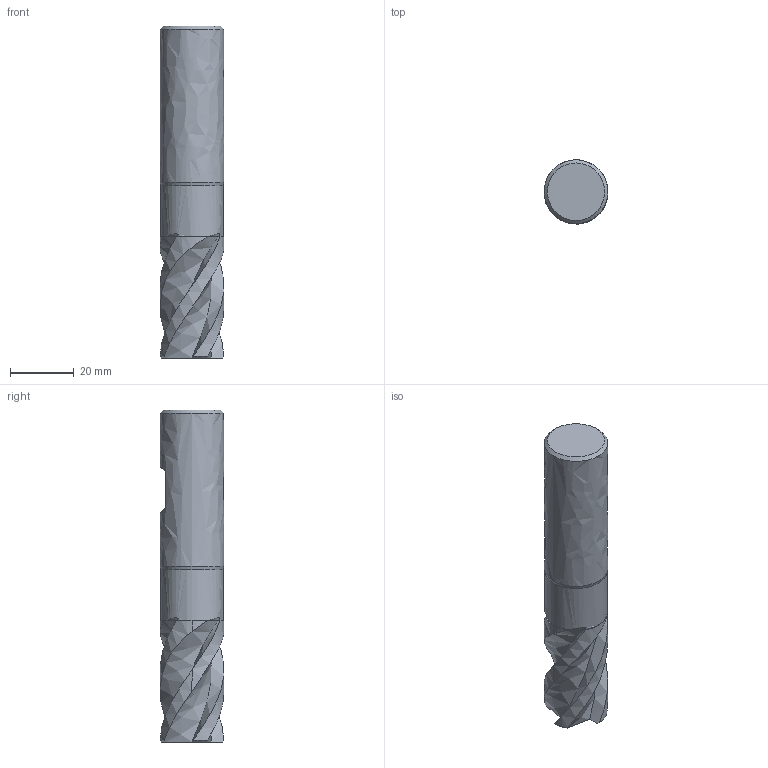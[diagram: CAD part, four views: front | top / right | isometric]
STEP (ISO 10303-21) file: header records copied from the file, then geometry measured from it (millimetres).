
FILE_DESCRIPTION(('STEP'), '1');
FILE_NAME('2541330200.stp', '2023-01-17T12:17:11', ('TDM Systems GmbH'), ('TDM Systems GmbH'), 'HarmonyWare STEP v2.1.2-dev Express v3.0.0.0', 'TDM', 'Unknown');
FILE_SCHEMA(('AUTOMOTIVE_DESIGN'));
Length unit declared in the file: millimetre
Products named in the file (1): NONE
Bounding box: 20 x 20 x 104 mm (x, y, z)
Volume: 28419.8 mm3; surface area: 8017.7 mm2
Topology: 2 solids, 2 shells, 37 faces, 107 edges, 82 vertices
Faces by surface type: bspline 30, plane 7
Entity records: 3679 total; most frequent: CARTESIAN_POINT 2795, ORIENTED_EDGE 202, DIRECTION 112, EDGE_CURVE 101, VERTEX_POINT 69, B_SPLINE_CURVE_WITH_KNOTS 41, LINE 40, VECTOR 40
